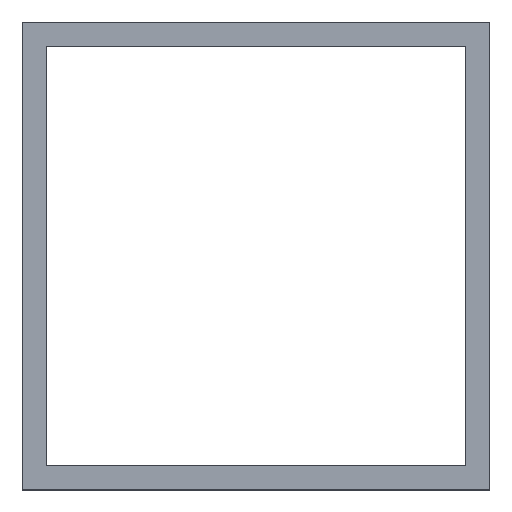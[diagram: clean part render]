
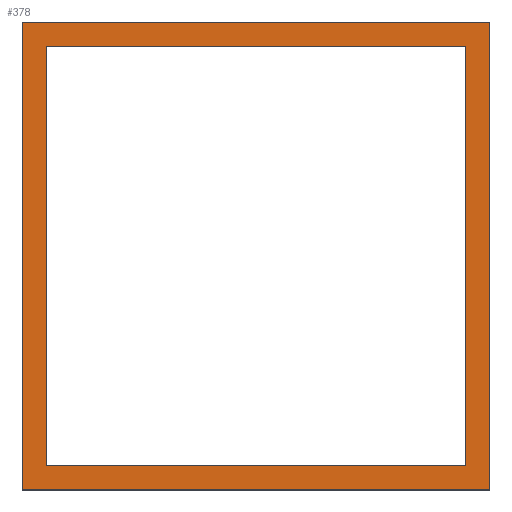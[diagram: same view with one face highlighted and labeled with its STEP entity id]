
A CAD part, top view. The second image highlights one B-rep face of the part: STEP entity #378.
In plain terms, the highlighted planar face has unit normal (0, 0, 1).
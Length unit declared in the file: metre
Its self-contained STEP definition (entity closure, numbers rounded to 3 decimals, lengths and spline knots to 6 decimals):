
#39=LINE('',#565,#73);
#42=LINE('',#571,#76);
#44=LINE('',#575,#78);
#46=LINE('',#579,#80);
#49=LINE('',#585,#83);
#54=LINE('',#608,#88);
#55=LINE('',#610,#89);
#57=LINE('',#614,#91);
#73=VECTOR('',#461,1.);
#76=VECTOR('',#466,1.);
#78=VECTOR('',#470,1.);
#80=VECTOR('',#474,1.);
#83=VECTOR('',#479,1.);
#88=VECTOR('',#486,1.);
#89=VECTOR('',#489,1.);
#91=VECTOR('',#493,1.);
#154=ORIENTED_EDGE('',*,*,#218,.F.);
#155=ORIENTED_EDGE('',*,*,#221,.T.);
#156=ORIENTED_EDGE('',*,*,#228,.T.);
#157=ORIENTED_EDGE('',*,*,#229,.F.);
#158=ORIENTED_EDGE('',*,*,#211,.F.);
#159=ORIENTED_EDGE('',*,*,#214,.T.);
#160=ORIENTED_EDGE('',*,*,#216,.T.);
#161=ORIENTED_EDGE('',*,*,#231,.F.);
#211=EDGE_CURVE('',#260,#261,#39,.T.);
#214=EDGE_CURVE('',#260,#262,#42,.T.);
#216=EDGE_CURVE('',#262,#263,#44,.T.);
#218=EDGE_CURVE('',#264,#265,#46,.T.);
#221=EDGE_CURVE('',#264,#266,#49,.T.);
#228=EDGE_CURVE('',#266,#271,#54,.T.);
#229=EDGE_CURVE('',#265,#271,#55,.T.);
#231=EDGE_CURVE('',#261,#263,#57,.T.);
#260=VERTEX_POINT('',#564);
#261=VERTEX_POINT('',#566);
#262=VERTEX_POINT('',#570);
#263=VERTEX_POINT('',#574);
#264=VERTEX_POINT('',#578);
#265=VERTEX_POINT('',#580);
#266=VERTEX_POINT('',#584);
#271=VERTEX_POINT('',#607);
#301=EDGE_LOOP('',(#154,#155,#156,#157));
#302=EDGE_LOOP('',(#158,#159,#160,#161));
#333=FACE_BOUND('',#301,.T.);
#334=FACE_BOUND('',#302,.T.);
#361=PLANE('',#418);
#378=ADVANCED_FACE('',(#333,#334),#361,.T.);
#418=AXIS2_PLACEMENT_3D('',#632,#496,#497);
#461=DIRECTION('',(-1.,0.,0.));
#466=DIRECTION('',(0.,-1.,0.));
#470=DIRECTION('',(-1.,0.,0.));
#474=DIRECTION('',(0.,-1.,0.));
#479=DIRECTION('',(-1.,0.,0.));
#486=DIRECTION('',(0.,-1.,0.));
#489=DIRECTION('',(-1.,0.,0.));
#493=DIRECTION('',(0.,-1.,0.));
#496=DIRECTION('',(0.,0.,1.));
#497=DIRECTION('',(1.,0.,0.));
#564=CARTESIAN_POINT('',(0.05175,0.05175,0.01));
#565=CARTESIAN_POINT('',(0.,0.05175,0.01));
#566=CARTESIAN_POINT('',(-0.05175,0.05175,0.01));
#570=CARTESIAN_POINT('',(0.05175,-0.05175,0.01));
#571=CARTESIAN_POINT('',(0.05175,0.,0.01));
#574=CARTESIAN_POINT('',(-0.05175,-0.05175,0.01));
#575=CARTESIAN_POINT('',(0.,-0.05175,0.01));
#578=CARTESIAN_POINT('',(0.05775,0.05775,0.01));
#579=CARTESIAN_POINT('',(0.05775,0.,0.01));
#580=CARTESIAN_POINT('',(0.05775,-0.05775,0.01));
#584=CARTESIAN_POINT('',(-0.05775,0.05775,0.01));
#585=CARTESIAN_POINT('',(0.,0.05775,0.01));
#607=CARTESIAN_POINT('',(-0.05775,-0.05775,0.01));
#608=CARTESIAN_POINT('',(-0.05775,0.,0.01));
#610=CARTESIAN_POINT('',(0.,-0.05775,0.01));
#614=CARTESIAN_POINT('',(-0.05175,0.,0.01));
#632=CARTESIAN_POINT('',(0.,0.,0.01));
